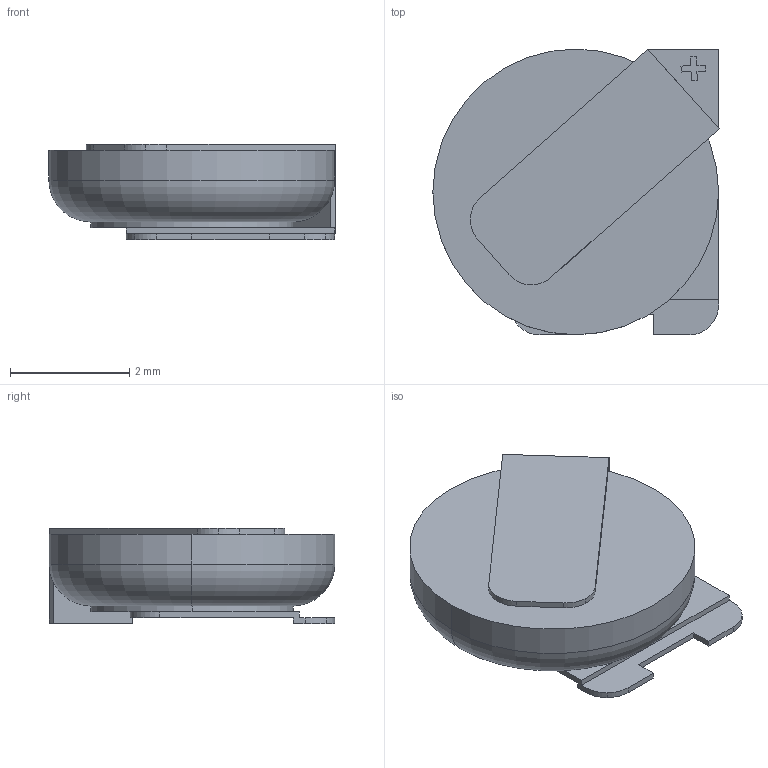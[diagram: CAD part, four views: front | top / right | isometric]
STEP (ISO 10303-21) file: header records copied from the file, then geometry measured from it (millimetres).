
FILE_DESCRIPTION(('STEP AP214'),'1');
FILE_NAME('SUPERCAP_SM3R3703T01.stp','2021-05-04T13:46:24',(' '),(' '),'Spatial InterOp 3D',' ',' ');
FILE_SCHEMA(('AUTOMOTIVE_DESIGN { 1 0 10303 214 1 1 1 1 }'));
Length unit declared in the file: metre
Products named in the file (3): SUPERCAP_SM3R3703T01; Component1
Assembly tree (2 placements, depth 2):
  SUPERCAP_SM3R3703T01
    SUPERCAP_SM3R3703T01
    Component1
Bounding box: 4.81 x 4.8 x 1.6 mm (x, y, z)
Volume: 23.4 mm3; surface area: 98 mm2
Topology: 3 solids, 3 shells, 57 faces, 145 edges, 97 vertices
Faces by surface type: plane 42, cylinder 13, torus 2
Entity records: 1814 total; most frequent: CARTESIAN_POINT 302, DIRECTION 293, ORIENTED_EDGE 290, EDGE_CURVE 145, LINE 117, VECTOR 117, VERTEX_POINT 95, AXIS2_PLACEMENT_3D 88
